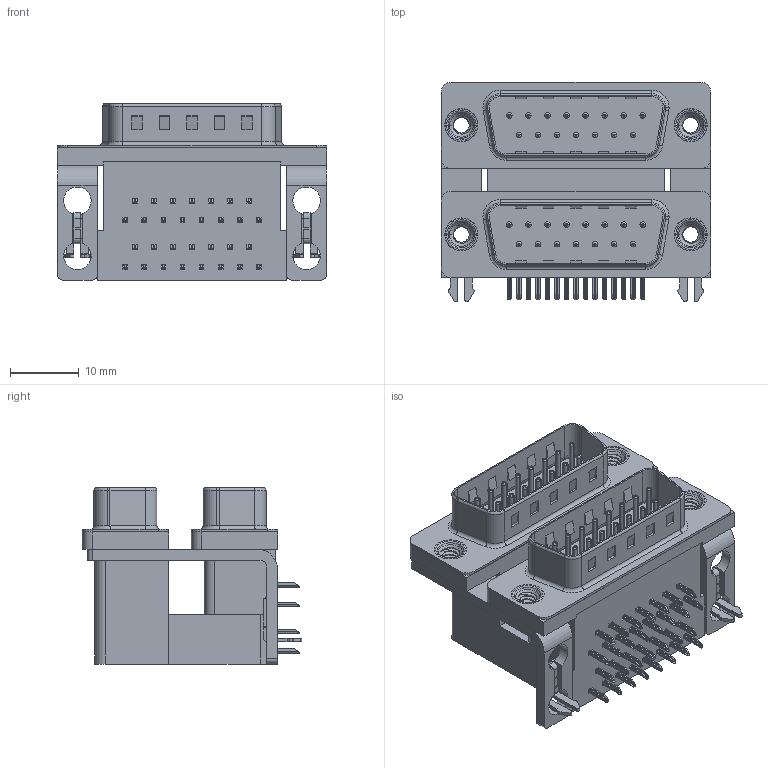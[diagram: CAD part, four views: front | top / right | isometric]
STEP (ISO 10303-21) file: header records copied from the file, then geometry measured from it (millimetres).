
FILE_DESCRIPTION (( 'STEP AP203' ), '1' );
FILE_NAME ('661-015-664-042.STEP', '2022-06-10T23:16:55', ( '' ), ( '' ), 'SwSTEP 2.0', 'SolidWorks 2020', '' );
FILE_SCHEMA (( 'CONFIG_CONTROL_DESIGN' ));
Length unit declared in the file: millimetre
Products named in the file (12): 661 Mounting Bracket_2ProngL; 661 Housing Spacer_15 Contacts L; 661 Housing Lower_15 Contacts; 661 Contact Top Lower; 661-015-664-042; 661 Threaded Rivet_4-40; 661 Shell_15 Contacts; 661 Contact Top Upper_L; 661 Housing Upper_15 Contacts L; 661 Contact Bottom Lower; 661 2 Prong Board Lock_4; 661 Contact Bottom Upper_L
Assembly tree (43 placements, depth 2):
  661-015-664-042
    661 Housing Lower_15 Contacts
    661 Housing Spacer_15 Contacts L
    661 Housing Upper_15 Contacts L
    661 Shell_15 Contacts  x2
    661 Contact Bottom Lower  x7
    661 Contact Top Lower  x8
    661 Contact Bottom Upper_L  x7
    661 Contact Top Upper_L  x8
    661 Mounting Bracket_2ProngL  x2
    661 2 Prong Board Lock_4  x2
    661 Threaded Rivet_4-40  x4
Bounding box: 39.19 x 31.93 x 25.6 mm (x, y, z)
Volume: 13746.2 mm3; surface area: 15229.6 mm2
Topology: 43 solids, 43 shells, 3070 faces, 7662 edges, 4762 vertices
Faces by surface type: plane 1912, cylinder 884, torus 242, cone 20, bspline 12
Entity records: 33164 total; most frequent: CARTESIAN_POINT 6915, DIRECTION 5046, ORIENTED_EDGE 4910, EDGE_CURVE 2455, LINE 1796, VECTOR 1796, AXIS2_PLACEMENT_3D 1625, VERTEX_POINT 1576
